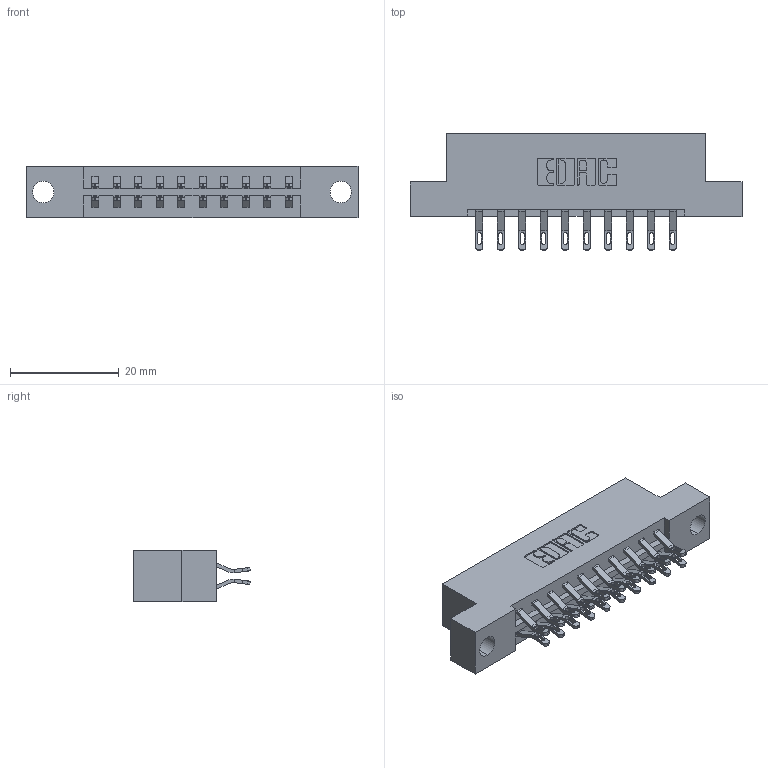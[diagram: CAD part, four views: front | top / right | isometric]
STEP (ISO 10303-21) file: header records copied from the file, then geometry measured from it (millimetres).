
FILE_DESCRIPTION (( 'STEP AP203' ), '1' );
FILE_NAME ('833-020-555-204.STEP', '2020-06-01T13:40:19', ( '' ), ( '' ), 'SwSTEP 2.0', 'SolidWorks 2020', '' );
FILE_SCHEMA (( 'CONFIG_CONTROL_DESIGN' ));
Length unit declared in the file: inch
Products named in the file (3): 833-020-555-204; 833 Part_Flush - .156 Dia - TH; 345-292-001_555 Tail
Assembly tree (21 placements, depth 2):
  833-020-555-204
    833 Part_Flush - .156 Dia - TH
    345-292-001_555 Tail  x20
Bounding box: 61.16 x 21.47 x 9.4 mm (x, y, z)
Volume: 5915.3 mm3; surface area: 6665.9 mm2
Topology: 21 solids, 21 shells, 1274 faces, 3971 edges, 2646 vertices
Faces by surface type: plane 750, cylinder 524
Entity records: 10901 total; most frequent: CARTESIAN_POINT 1880, ORIENTED_EDGE 1786, DIRECTION 1633, EDGE_CURVE 893, LINE 745, VECTOR 745, VERTEX_POINT 594, AXIS2_PLACEMENT_3D 444
